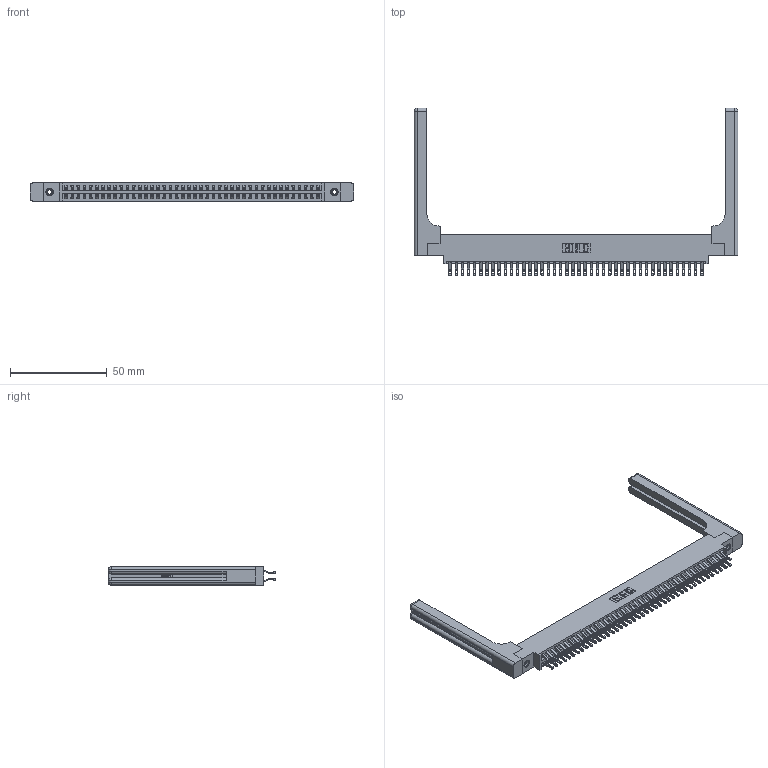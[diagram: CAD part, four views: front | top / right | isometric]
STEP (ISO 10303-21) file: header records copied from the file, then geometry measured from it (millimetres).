
FILE_DESCRIPTION (( 'STEP AP203' ), '1' );
FILE_NAME ('396-084-555-858.STEP', '2019-11-02T14:30:58', ( '' ), ( '' ), 'SwSTEP 2.0', 'SolidWorks 2016', '' );
FILE_SCHEMA (( 'CONFIG_CONTROL_DESIGN' ));
Length unit declared in the file: inch
Products named in the file (5): 345-292-001_555 Tail; 345-250-001_345-250-001-102; 346-220-058_345-220-058; 396-084-555-858; 346 Part_0.170 Offset - 0.156 Dia-TH
Assembly tree (89 placements, depth 2):
  396-084-555-858
    346 Part_0.170 Offset - 0.156 Dia-TH
    345-292-001_555 Tail  x84
    345-250-001_345-250-001-102  x2
    346-220-058_345-220-058  x2
Bounding box: 167.41 x 86.74 x 9.4 mm (x, y, z)
Volume: 23908 mm3; surface area: 28582.7 mm2
Topology: 89 solids, 89 shells, 5254 faces, 16379 edges, 10898 vertices
Faces by surface type: plane 3000, cylinder 2194, bspline 36, cone 12, sphere 8, torus 4
Entity records: 33050 total; most frequent: CARTESIAN_POINT 6491, ORIENTED_EDGE 5192, DIRECTION 4672, EDGE_CURVE 2596, LINE 2184, VECTOR 2184, VERTEX_POINT 1722, AXIS2_PLACEMENT_3D 1244
